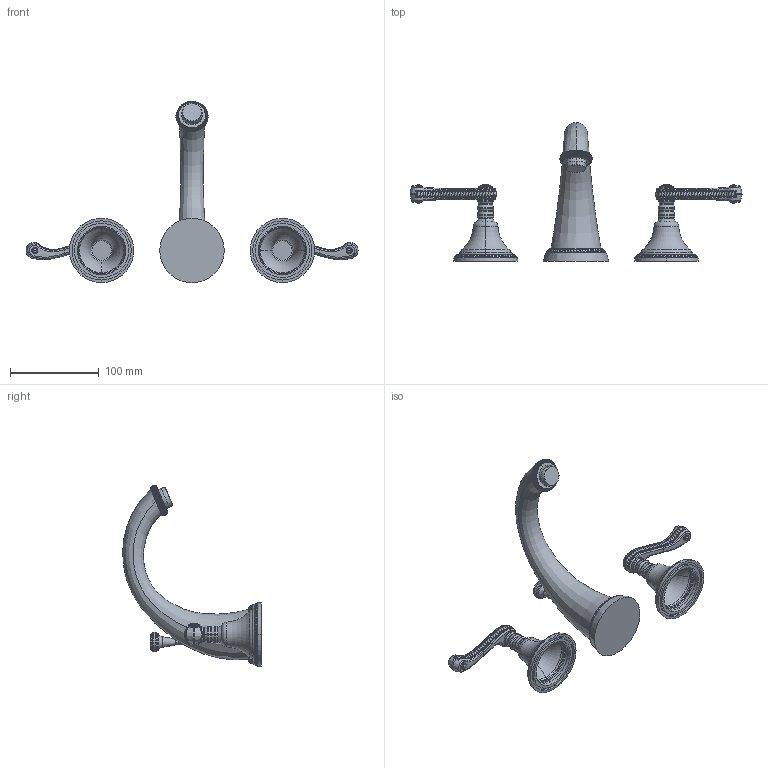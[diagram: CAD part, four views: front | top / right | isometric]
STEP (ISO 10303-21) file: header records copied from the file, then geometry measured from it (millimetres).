
FILE_DESCRIPTION((''),'2;1');
FILE_NAME('1020','2020-11-25T12:09:34',('jinson.thomas'),(''),'CREO PARAMETRIC BY PTC INC, 2018400','CREO PARAMETRIC BY PTC INC, 2018400','');
FILE_SCHEMA(('CONFIG_CONTROL_DESIGN'));
Products named in the file (1): 1020
Bounding box: 373.22 x 155.99 x 203.87 mm (x, y, z)
Volume: 383958.4 mm3; surface area: 87715.1 mm2
Topology: 3 solids, 3 shells, 1976 faces, 5439 edges, 3594 vertices
Faces by surface type: bspline 472, cylinder 358, torus 344, plane 247, cone 218, extrusion 203, sphere 134
Entity records: 110753 total; most frequent: CARTESIAN_POINT 68123, ORIENTED_EDGE 10858, DIRECTION 5929, EDGE_CURVE 5429, B_SPLINE_CURVE_WITH_KNOTS 3715, VERTEX_POINT 3594, AXIS2_PLACEMENT_3D 2508, EDGE_LOOP 2113
